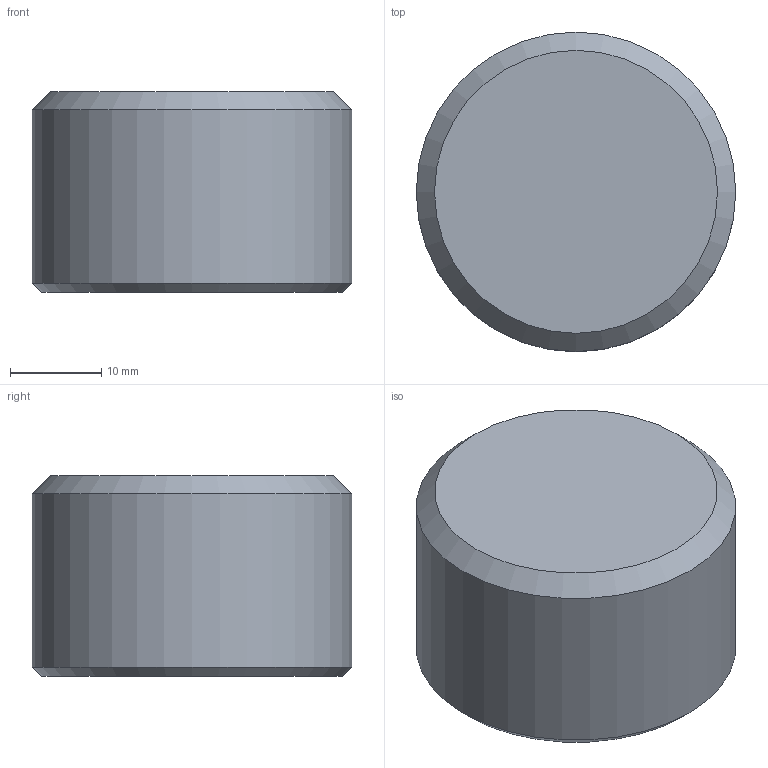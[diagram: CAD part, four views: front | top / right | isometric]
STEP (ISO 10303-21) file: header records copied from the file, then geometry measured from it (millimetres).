
FILE_DESCRIPTION(/* description */ (''),/* implementation_level */ '2;1');
FILE_NAME(/* name */ 'Remote Knob - Simple.step',/* time_stamp */ '2024-08-20T11:26:28-04:00',/* author */ (''),/* organization */ (''),/* preprocessor_version */ 'ST-DEVELOPER v20',/* originating_system */ 'Autodesk Translation Framework v13.14.0.145',/* authorisation */ '');
FILE_SCHEMA (('AUTOMOTIVE_DESIGN { 1 0 10303 214 3 1 1 }'));
Length unit declared in the file: millimetre
Products named in the file (1): OSSM - Remote - Knob SIMPLE
Bounding box: 35 x 35 x 22 mm (x, y, z)
Volume: 16962.8 mm3; surface area: 5059.5 mm2
Topology: 1 solids, 1 shells, 33 faces, 75 edges, 47 vertices
Faces by surface type: plane 16, cylinder 9, cone 8
Full cylindrical faces by diameter (mm): 6.2 x1, 20 x1, 35 x1
Entity records: 964 total; most frequent: DIRECTION 170, CARTESIAN_POINT 164, ORIENTED_EDGE 150, EDGE_CURVE 75, AXIS2_PLACEMENT_3D 65, VERTEX_POINT 47, LINE 40, VECTOR 40
